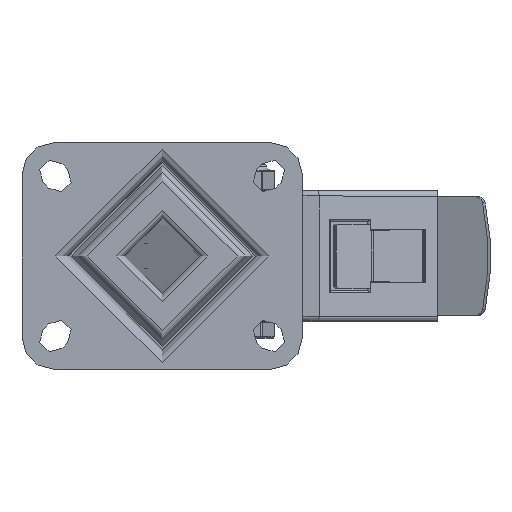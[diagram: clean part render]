
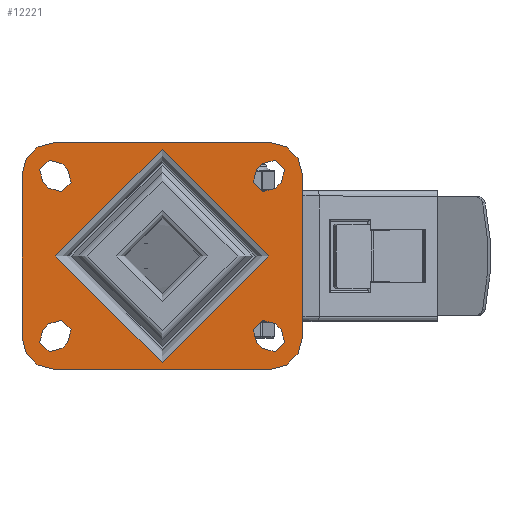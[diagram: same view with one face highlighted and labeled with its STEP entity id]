
A CAD part, top view. The second image highlights one B-rep face of the part: STEP entity #12221.
In plain terms, the highlighted planar face has unit normal (0, 0, 1).
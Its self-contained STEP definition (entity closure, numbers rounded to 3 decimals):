
#530=FACE_BOUND('',#1849,.T.);
#531=FACE_BOUND('',#1850,.T.);
#532=FACE_BOUND('',#1851,.T.);
#533=FACE_BOUND('',#1852,.T.);
#534=FACE_BOUND('',#1853,.T.);
#687=PLANE('',#13232);
#1150=FACE_OUTER_BOUND('',#1848,.T.);
#1848=EDGE_LOOP('',(#9152,#9153,#9154,#9155,#9156,#9157,#9158,#9159));
#1849=EDGE_LOOP('',(#9160));
#1850=EDGE_LOOP('',(#9161,#9162,#9163,#9164));
#1851=EDGE_LOOP('',(#9165,#9166,#9167,#9168));
#1852=EDGE_LOOP('',(#9169,#9170,#9171,#9172));
#1853=EDGE_LOOP('',(#9173,#9174,#9175,#9176));
#2804=LINE('',#18601,#3953);
#2805=LINE('',#18602,#3954);
#2806=LINE('',#18603,#3955);
#2807=LINE('',#18604,#3956);
#2808=LINE('',#18605,#3957);
#2809=LINE('',#18606,#3958);
#2810=LINE('',#18607,#3959);
#2811=LINE('',#18608,#3960);
#2812=LINE('',#18609,#3961);
#2813=LINE('',#18610,#3962);
#2814=LINE('',#18611,#3963);
#2815=LINE('',#18612,#3964);
#3953=VECTOR('',#15083,1000.);
#3954=VECTOR('',#15084,1000.);
#3955=VECTOR('',#15085,1000.);
#3956=VECTOR('',#15086,1000.);
#3957=VECTOR('',#15087,1000.);
#3958=VECTOR('',#15088,1000.);
#3959=VECTOR('',#15089,1000.);
#3960=VECTOR('',#15090,1000.);
#3961=VECTOR('',#15091,1000.);
#3962=VECTOR('',#15092,1000.);
#3963=VECTOR('',#15093,1000.);
#3964=VECTOR('',#15094,1000.);
#4725=CIRCLE('',#12928,5.);
#4728=CIRCLE('',#12932,5.);
#4729=CIRCLE('',#12934,5.);
#4732=CIRCLE('',#12938,5.);
#4733=CIRCLE('',#12940,5.);
#4736=CIRCLE('',#12944,5.);
#4737=CIRCLE('',#12946,5.);
#4740=CIRCLE('',#12950,5.);
#4742=CIRCLE('',#12953,12.);
#4744=CIRCLE('',#12956,12.);
#4746=CIRCLE('',#12959,12.);
#4748=CIRCLE('',#12962,12.);
#4757=CIRCLE('',#12976,40.);
#5176=VERTEX_POINT('',#17569);
#5177=VERTEX_POINT('',#17570);
#5182=VERTEX_POINT('',#17581);
#5183=VERTEX_POINT('',#17583);
#5184=VERTEX_POINT('',#17587);
#5185=VERTEX_POINT('',#17588);
#5190=VERTEX_POINT('',#17599);
#5191=VERTEX_POINT('',#17601);
#5192=VERTEX_POINT('',#17605);
#5193=VERTEX_POINT('',#17606);
#5198=VERTEX_POINT('',#17617);
#5199=VERTEX_POINT('',#17619);
#5200=VERTEX_POINT('',#17623);
#5201=VERTEX_POINT('',#17624);
#5206=VERTEX_POINT('',#17635);
#5207=VERTEX_POINT('',#17637);
#5210=VERTEX_POINT('',#17644);
#5211=VERTEX_POINT('',#17646);
#5214=VERTEX_POINT('',#17653);
#5215=VERTEX_POINT('',#17655);
#5218=VERTEX_POINT('',#17662);
#5219=VERTEX_POINT('',#17664);
#5222=VERTEX_POINT('',#17671);
#5223=VERTEX_POINT('',#17673);
#5230=VERTEX_POINT('',#17697);
#6351=EDGE_CURVE('',#5176,#5177,#4725,.T.);
#6357=EDGE_CURVE('',#5182,#5183,#4728,.T.);
#6359=EDGE_CURVE('',#5184,#5185,#4729,.T.);
#6365=EDGE_CURVE('',#5190,#5191,#4732,.T.);
#6367=EDGE_CURVE('',#5192,#5193,#4733,.T.);
#6373=EDGE_CURVE('',#5198,#5199,#4736,.T.);
#6375=EDGE_CURVE('',#5200,#5201,#4737,.T.);
#6381=EDGE_CURVE('',#5206,#5207,#4740,.T.);
#6385=EDGE_CURVE('',#5210,#5211,#4742,.T.);
#6389=EDGE_CURVE('',#5214,#5215,#4744,.T.);
#6393=EDGE_CURVE('',#5218,#5219,#4746,.T.);
#6397=EDGE_CURVE('',#5222,#5223,#4748,.T.);
#6409=EDGE_CURVE('',#5230,#5230,#4757,.T.);
#6865=EDGE_CURVE('',#5219,#5222,#2804,.T.);
#6866=EDGE_CURVE('',#5215,#5218,#2805,.T.);
#6867=EDGE_CURVE('',#5211,#5214,#2806,.T.);
#6868=EDGE_CURVE('',#5223,#5210,#2807,.T.);
#6869=EDGE_CURVE('',#5201,#5206,#2808,.T.);
#6870=EDGE_CURVE('',#5207,#5200,#2809,.T.);
#6871=EDGE_CURVE('',#5193,#5198,#2810,.T.);
#6872=EDGE_CURVE('',#5199,#5192,#2811,.T.);
#6873=EDGE_CURVE('',#5185,#5190,#2812,.T.);
#6874=EDGE_CURVE('',#5191,#5184,#2813,.T.);
#6875=EDGE_CURVE('',#5177,#5182,#2814,.T.);
#6876=EDGE_CURVE('',#5183,#5176,#2815,.T.);
#9152=ORIENTED_EDGE('',*,*,#6397,.F.);
#9153=ORIENTED_EDGE('',*,*,#6865,.F.);
#9154=ORIENTED_EDGE('',*,*,#6393,.F.);
#9155=ORIENTED_EDGE('',*,*,#6866,.F.);
#9156=ORIENTED_EDGE('',*,*,#6389,.F.);
#9157=ORIENTED_EDGE('',*,*,#6867,.F.);
#9158=ORIENTED_EDGE('',*,*,#6385,.F.);
#9159=ORIENTED_EDGE('',*,*,#6868,.F.);
#9160=ORIENTED_EDGE('',*,*,#6409,.F.);
#9161=ORIENTED_EDGE('',*,*,#6381,.F.);
#9162=ORIENTED_EDGE('',*,*,#6869,.F.);
#9163=ORIENTED_EDGE('',*,*,#6375,.F.);
#9164=ORIENTED_EDGE('',*,*,#6870,.F.);
#9165=ORIENTED_EDGE('',*,*,#6373,.F.);
#9166=ORIENTED_EDGE('',*,*,#6871,.F.);
#9167=ORIENTED_EDGE('',*,*,#6367,.F.);
#9168=ORIENTED_EDGE('',*,*,#6872,.F.);
#9169=ORIENTED_EDGE('',*,*,#6365,.F.);
#9170=ORIENTED_EDGE('',*,*,#6873,.F.);
#9171=ORIENTED_EDGE('',*,*,#6359,.F.);
#9172=ORIENTED_EDGE('',*,*,#6874,.F.);
#9173=ORIENTED_EDGE('',*,*,#6357,.F.);
#9174=ORIENTED_EDGE('',*,*,#6875,.F.);
#9175=ORIENTED_EDGE('',*,*,#6351,.F.);
#9176=ORIENTED_EDGE('',*,*,#6876,.F.);
#12221=ADVANCED_FACE('',(#1150,#530,#531,#532,#533,#534),#687,.T.);
#12928=AXIS2_PLACEMENT_3D('',#17571,#14096,#14097);
#12932=AXIS2_PLACEMENT_3D('',#17584,#14107,#14108);
#12934=AXIS2_PLACEMENT_3D('',#17589,#14112,#14113);
#12938=AXIS2_PLACEMENT_3D('',#17602,#14123,#14124);
#12940=AXIS2_PLACEMENT_3D('',#17607,#14128,#14129);
#12944=AXIS2_PLACEMENT_3D('',#17620,#14139,#14140);
#12946=AXIS2_PLACEMENT_3D('',#17625,#14144,#14145);
#12950=AXIS2_PLACEMENT_3D('',#17638,#14155,#14156);
#12953=AXIS2_PLACEMENT_3D('',#17647,#14163,#14164);
#12956=AXIS2_PLACEMENT_3D('',#17656,#14171,#14172);
#12959=AXIS2_PLACEMENT_3D('',#17665,#14179,#14180);
#12962=AXIS2_PLACEMENT_3D('',#17674,#14187,#14188);
#12976=AXIS2_PLACEMENT_3D('',#17698,#14218,#14219);
#13232=AXIS2_PLACEMENT_3D('',#18600,#15081,#15082);
#14096=DIRECTION('center_axis',(0.,0.,1.));
#14097=DIRECTION('ref_axis',(-1.,0.,0.));
#14107=DIRECTION('center_axis',(0.,0.,1.));
#14108=DIRECTION('ref_axis',(-1.,0.,0.));
#14112=DIRECTION('center_axis',(0.,0.,1.));
#14113=DIRECTION('ref_axis',(-1.,0.,0.));
#14123=DIRECTION('center_axis',(0.,0.,1.));
#14124=DIRECTION('ref_axis',(-1.,0.,0.));
#14128=DIRECTION('center_axis',(0.,0.,1.));
#14129=DIRECTION('ref_axis',(1.,0.,0.));
#14139=DIRECTION('center_axis',(0.,0.,1.));
#14140=DIRECTION('ref_axis',(1.,0.,0.));
#14144=DIRECTION('center_axis',(0.,0.,1.));
#14145=DIRECTION('ref_axis',(1.,0.,0.));
#14155=DIRECTION('center_axis',(0.,0.,1.));
#14156=DIRECTION('ref_axis',(1.,0.,0.));
#14163=DIRECTION('center_axis',(0.,0.,-1.));
#14164=DIRECTION('ref_axis',(-0.707,0.707,0.));
#14171=DIRECTION('center_axis',(0.,0.,-1.));
#14172=DIRECTION('ref_axis',(0.707,0.707,0.));
#14179=DIRECTION('center_axis',(0.,0.,-1.));
#14180=DIRECTION('ref_axis',(0.707,-0.707,0.));
#14187=DIRECTION('center_axis',(0.,0.,-1.));
#14188=DIRECTION('ref_axis',(-0.707,-0.707,0.));
#14218=DIRECTION('center_axis',(0.,0.,1.));
#14219=DIRECTION('ref_axis',(1.,0.,0.));
#15081=DIRECTION('center_axis',(0.,0.,1.));
#15082=DIRECTION('ref_axis',(1.,0.,0.));
#15083=DIRECTION('',(-1.,0.,0.));
#15084=DIRECTION('',(0.,-1.,0.));
#15085=DIRECTION('',(1.,0.,0.));
#15086=DIRECTION('',(0.,1.,0.));
#15087=DIRECTION('',(0.707,-0.707,0.));
#15088=DIRECTION('',(-0.707,0.707,0.));
#15089=DIRECTION('',(0.707,0.707,0.));
#15090=DIRECTION('',(-0.707,-0.707,0.));
#15091=DIRECTION('',(-0.707,-0.707,0.));
#15092=DIRECTION('',(0.707,0.707,0.));
#15093=DIRECTION('',(-0.707,0.707,0.));
#15094=DIRECTION('',(0.707,-0.707,0.));
#17569=CARTESIAN_POINT('',(37.525,-34.596,2.5));
#17570=CARTESIAN_POINT('',(44.596,-27.525,2.5));
#17571=CARTESIAN_POINT('Origin',(41.061,-31.061,2.5));
#17581=CARTESIAN_POINT('',(42.475,-25.404,2.5));
#17583=CARTESIAN_POINT('',(35.404,-32.475,2.5));
#17584=CARTESIAN_POINT('Origin',(38.939,-28.939,2.5));
#17587=CARTESIAN_POINT('',(44.596,27.525,2.5));
#17588=CARTESIAN_POINT('',(37.525,34.596,2.5));
#17589=CARTESIAN_POINT('Origin',(41.061,31.061,2.5));
#17599=CARTESIAN_POINT('',(35.404,32.475,2.5));
#17601=CARTESIAN_POINT('',(42.475,25.404,2.5));
#17602=CARTESIAN_POINT('Origin',(38.939,28.939,2.5));
#17605=CARTESIAN_POINT('',(-44.596,-27.525,2.5));
#17606=CARTESIAN_POINT('',(-37.525,-34.596,2.5));
#17607=CARTESIAN_POINT('Origin',(-41.061,-31.061,2.5));
#17617=CARTESIAN_POINT('',(-35.404,-32.475,2.5));
#17619=CARTESIAN_POINT('',(-42.475,-25.404,2.5));
#17620=CARTESIAN_POINT('Origin',(-38.939,-28.939,2.5));
#17623=CARTESIAN_POINT('',(-37.525,34.596,2.5));
#17624=CARTESIAN_POINT('',(-44.596,27.525,2.5));
#17625=CARTESIAN_POINT('Origin',(-41.061,31.061,2.5));
#17635=CARTESIAN_POINT('',(-42.475,25.404,2.5));
#17637=CARTESIAN_POINT('',(-35.404,32.475,2.5));
#17638=CARTESIAN_POINT('Origin',(-38.939,28.939,2.5));
#17644=CARTESIAN_POINT('',(-52.5,30.5,2.5));
#17646=CARTESIAN_POINT('',(-40.5,42.5,2.5));
#17647=CARTESIAN_POINT('Origin',(-40.5,30.5,2.5));
#17653=CARTESIAN_POINT('',(40.5,42.5,2.5));
#17655=CARTESIAN_POINT('',(52.5,30.5,2.5));
#17656=CARTESIAN_POINT('Origin',(40.5,30.5,2.5));
#17662=CARTESIAN_POINT('',(52.5,-30.5,2.5));
#17664=CARTESIAN_POINT('',(40.5,-42.5,2.5));
#17665=CARTESIAN_POINT('Origin',(40.5,-30.5,2.5));
#17671=CARTESIAN_POINT('',(-40.5,-42.5,2.5));
#17673=CARTESIAN_POINT('',(-52.5,-30.5,2.5));
#17674=CARTESIAN_POINT('Origin',(-40.5,-30.5,2.5));
#17697=CARTESIAN_POINT('',(40.,0.,2.5));
#17698=CARTESIAN_POINT('Origin',(0.,0.,2.5));
#18600=CARTESIAN_POINT('Origin',(0.,0.,2.5));
#18601=CARTESIAN_POINT('',(52.5,-42.5,2.5));
#18602=CARTESIAN_POINT('',(52.5,42.5,2.5));
#18603=CARTESIAN_POINT('',(-52.5,42.5,2.5));
#18604=CARTESIAN_POINT('',(-52.5,-42.5,2.5));
#18605=CARTESIAN_POINT('',(-44.596,27.525,2.5));
#18606=CARTESIAN_POINT('',(-37.525,34.596,2.5));
#18607=CARTESIAN_POINT('',(-37.525,-34.596,2.5));
#18608=CARTESIAN_POINT('',(-44.596,-27.525,2.5));
#18609=CARTESIAN_POINT('',(37.525,34.596,2.5));
#18610=CARTESIAN_POINT('',(44.596,27.525,2.5));
#18611=CARTESIAN_POINT('',(44.596,-27.525,2.5));
#18612=CARTESIAN_POINT('',(37.525,-34.596,2.5));
